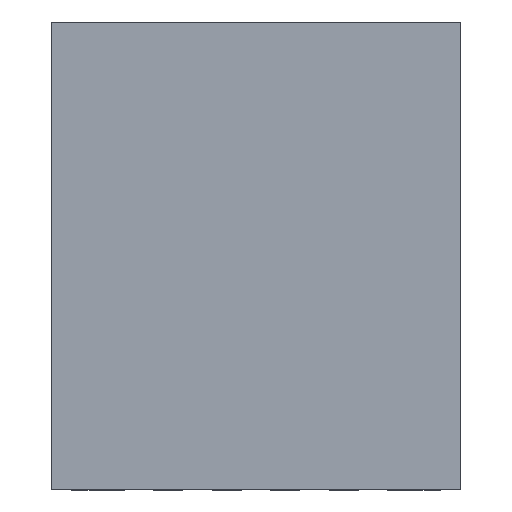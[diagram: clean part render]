
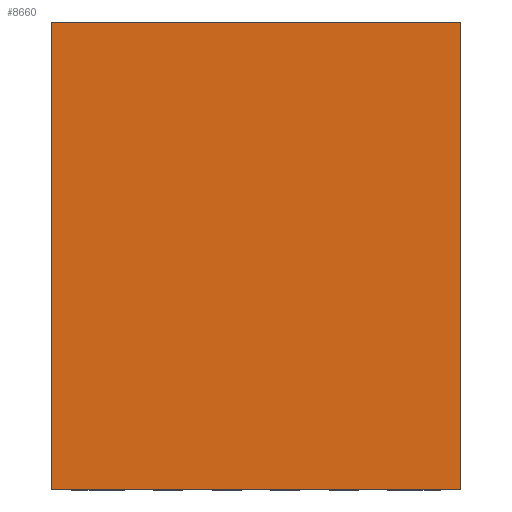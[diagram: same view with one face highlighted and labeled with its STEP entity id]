
A CAD part, top view. The second image highlights one B-rep face of the part: STEP entity #8660.
In plain terms, the highlighted face is planar.
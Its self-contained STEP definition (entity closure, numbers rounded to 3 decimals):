
#6652=DIRECTION('',(0.,0.,1.));
#6653=VECTOR('',#6652,4.);
#6654=CARTESIAN_POINT('',(-1.75,0.975,-2.));
#6655=LINE('',#6654,#6653);
#6659=DIRECTION('',(-1.,0.,0.));
#6660=VECTOR('',#6659,3.5);
#6661=CARTESIAN_POINT('',(1.75,0.975,-2.));
#6662=LINE('',#6661,#6660);
#6666=DIRECTION('',(0.,0.,-1.));
#6667=VECTOR('',#6666,4.);
#6668=CARTESIAN_POINT('',(1.75,0.975,2.));
#6669=LINE('',#6668,#6667);
#6673=DIRECTION('',(1.,0.,0.));
#6674=VECTOR('',#6673,3.5);
#6675=CARTESIAN_POINT('',(-1.75,0.975,2.));
#6676=LINE('',#6675,#6674);
#7301=CARTESIAN_POINT('',(-1.75,0.975,-2.));
#7302=CARTESIAN_POINT('',(-1.75,0.975,2.));
#7303=VERTEX_POINT('',#7301);
#7304=VERTEX_POINT('',#7302);
#7305=CARTESIAN_POINT('',(1.75,0.975,2.));
#7306=VERTEX_POINT('',#7305);
#7307=CARTESIAN_POINT('',(1.75,0.975,-2.));
#7308=VERTEX_POINT('',#7307);
#8649=CARTESIAN_POINT('',(0.,0.975,0.));
#8650=DIRECTION('',(0.,1.,0.));
#8651=DIRECTION('',(1.,0.,0.));
#8652=AXIS2_PLACEMENT_3D('',#8649,#8650,#8651);
#8653=PLANE('',#8652);
#8654=ORIENTED_EDGE('',*,*,#8411,.F.);
#8655=ORIENTED_EDGE('',*,*,#8014,.F.);
#8656=ORIENTED_EDGE('',*,*,#8291,.F.);
#8657=ORIENTED_EDGE('',*,*,#8333,.F.);
#8658=EDGE_LOOP('',(#8654,#8655,#8656,#8657));
#8659=FACE_OUTER_BOUND('',#8658,.F.);
#8660=ADVANCED_FACE('',(#8659),#8653,.T.);
#8014=EDGE_CURVE('',#7308,#7303,#6662,.T.);
#8291=EDGE_CURVE('',#7306,#7308,#6669,.T.);
#8333=EDGE_CURVE('',#7304,#7306,#6676,.T.);
#8411=EDGE_CURVE('',#7303,#7304,#6655,.T.);
